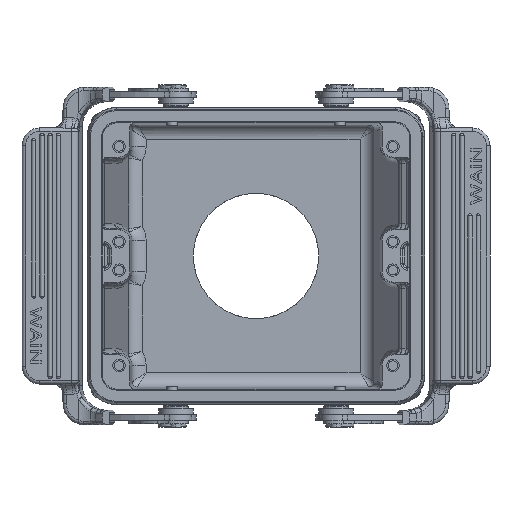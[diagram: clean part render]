
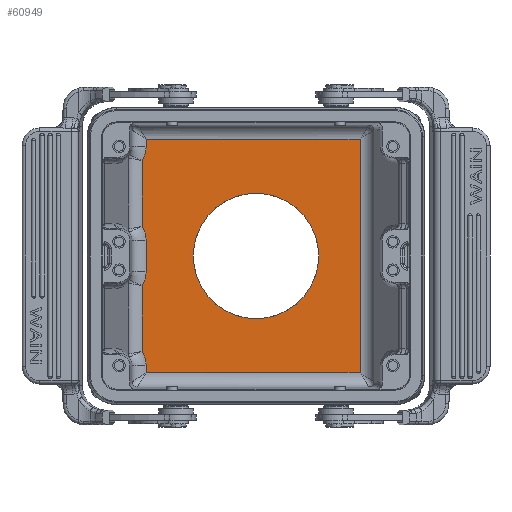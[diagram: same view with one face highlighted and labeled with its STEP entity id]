
A CAD part, front view. The second image highlights one B-rep face of the part: STEP entity #60949.
In plain terms, the highlighted planar face has unit normal (0, -1, 0).
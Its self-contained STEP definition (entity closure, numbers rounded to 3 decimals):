
#20615=CARTESIAN_POINT('',(-38.75,40.,-31.));
#20616=DIRECTION('',(0.,-1.,0.));
#20617=DIRECTION('',(1.,0.,0.));
#20618=AXIS2_PLACEMENT_3D('',#20615,#20616,#20617);
#20620=CARTESIAN_POINT('',(-38.75,40.,-4.4));
#20621=DIRECTION('',(0.,-1.,0.));
#20622=DIRECTION('',(0.853,0.,-0.521));
#20623=AXIS2_PLACEMENT_3D('',#20620,#20621,#20622);
#20625=CARTESIAN_POINT('',(-38.75,40.,4.4));
#20626=DIRECTION('',(0.,-1.,0.));
#20627=DIRECTION('',(1.,0.,0.));
#20628=AXIS2_PLACEMENT_3D('',#20625,#20626,#20627);
#20630=CARTESIAN_POINT('',(-38.75,40.,31.));
#20631=DIRECTION('',(0.,-1.,0.));
#20632=DIRECTION('',(0.853,0.,-0.521));
#20633=AXIS2_PLACEMENT_3D('',#20630,#20631,#20632);
#20635=CARTESIAN_POINT('',(0.,40.,0.));
#20636=DIRECTION('',(0.,-1.,0.));
#20637=DIRECTION('',(1.,0.,0.));
#20638=AXIS2_PLACEMENT_3D('',#20635,#20636,#20637);
#20640=CARTESIAN_POINT('',(0.,40.,0.));
#20641=DIRECTION('',(0.,-1.,0.));
#20642=DIRECTION('',(-1.,0.,0.));
#20643=AXIS2_PLACEMENT_3D('',#20640,#20641,#20642);
#20660=DIRECTION('',(-1.,0.,0.));
#20661=VECTOR('',#20660,60.552);
#20662=CARTESIAN_POINT('',(29.448,40.,33.104));
#20663=LINE('',#20662,#20661);
#20713=DIRECTION('',(0.,0.,1.));
#20714=VECTOR('',#20713,66.208);
#20715=CARTESIAN_POINT('',(29.448,40.,-33.104));
#20716=LINE('',#20715,#20714);
#20745=DIRECTION('',(1.,0.,0.));
#20746=VECTOR('',#20745,60.552);
#20747=CARTESIAN_POINT('',(-31.104,40.,-33.104));
#20748=LINE('',#20747,#20746);
#20759=DIRECTION('',(0.,0.,-1.));
#20760=VECTOR('',#20759,2.104);
#20761=CARTESIAN_POINT('',(-31.104,40.,-31.));
#20762=LINE('',#20761,#20760);
#20840=DIRECTION('',(0.,0.,-1.));
#20841=VECTOR('',#20840,18.63);
#20842=CARTESIAN_POINT('',(-32.225,40.,-8.385));
#20843=LINE('',#20842,#20841);
#21259=DIRECTION('',(0.,0.,-1.));
#21260=VECTOR('',#21259,8.8);
#21261=CARTESIAN_POINT('',(-31.104,40.,4.4));
#21262=LINE('',#21261,#21260);
#22884=DIRECTION('',(0.,0.,-1.));
#22885=VECTOR('',#22884,18.63);
#22886=CARTESIAN_POINT('',(-32.225,40.,27.015));
#22887=LINE('',#22886,#22885);
#22898=DIRECTION('',(0.,0.,-1.));
#22899=VECTOR('',#22898,2.104);
#22900=CARTESIAN_POINT('',(-31.104,40.,33.104));
#22901=LINE('',#22900,#22899);
#29682=CARTESIAN_POINT('',(-17.75,40.,0.));
#29683=VERTEX_POINT('',#29682);
#29684=CARTESIAN_POINT('',(17.75,40.,0.));
#29685=VERTEX_POINT('',#29684);
#29686=CARTESIAN_POINT('',(29.448,40.,33.104));
#29687=CARTESIAN_POINT('',(-31.104,40.,33.104));
#29688=VERTEX_POINT('',#29686);
#29689=VERTEX_POINT('',#29687);
#29690=CARTESIAN_POINT('',(29.448,40.,-33.104));
#29691=VERTEX_POINT('',#29690);
#29692=CARTESIAN_POINT('',(-31.104,40.,-33.104));
#29693=VERTEX_POINT('',#29692);
#29694=CARTESIAN_POINT('',(-31.104,40.,-31.));
#29695=VERTEX_POINT('',#29694);
#29696=CARTESIAN_POINT('',(-32.225,40.,-27.015));
#29697=VERTEX_POINT('',#29696);
#29698=CARTESIAN_POINT('',(-32.225,40.,-8.385));
#29699=VERTEX_POINT('',#29698);
#29700=CARTESIAN_POINT('',(-31.104,40.,-4.4));
#29701=VERTEX_POINT('',#29700);
#29702=CARTESIAN_POINT('',(-31.104,40.,4.4));
#29703=VERTEX_POINT('',#29702);
#29704=CARTESIAN_POINT('',(-32.225,40.,8.385));
#29705=VERTEX_POINT('',#29704);
#29706=CARTESIAN_POINT('',(-32.225,40.,27.015));
#29707=VERTEX_POINT('',#29706);
#29708=CARTESIAN_POINT('',(-31.104,40.,31.));
#29709=VERTEX_POINT('',#29708);
#60914=CARTESIAN_POINT('',(32.925,40.,-37.75));
#60915=DIRECTION('',(0.,1.,0.));
#60916=DIRECTION('',(-1.,0.,0.));
#60917=AXIS2_PLACEMENT_3D('',#60914,#60915,#60916);
#60918=PLANE('',#60917);
#60920=ORIENTED_EDGE('',*,*,#60919,.F.);
#60922=ORIENTED_EDGE('',*,*,#60921,.F.);
#60924=ORIENTED_EDGE('',*,*,#60923,.F.);
#60926=ORIENTED_EDGE('',*,*,#60925,.F.);
#60928=ORIENTED_EDGE('',*,*,#60927,.T.);
#60930=ORIENTED_EDGE('',*,*,#60929,.F.);
#60932=ORIENTED_EDGE('',*,*,#60931,.T.);
#60934=ORIENTED_EDGE('',*,*,#60933,.F.);
#60936=ORIENTED_EDGE('',*,*,#60935,.T.);
#60938=ORIENTED_EDGE('',*,*,#60937,.F.);
#60940=ORIENTED_EDGE('',*,*,#60939,.T.);
#60942=ORIENTED_EDGE('',*,*,#60941,.F.);
#60943=EDGE_LOOP('',(#60920,#60922,#60924,#60926,#60928,#60930,#60932,#60934,
#60936,#60938,#60940,#60942));
#60944=FACE_OUTER_BOUND('',#60943,.F.);
#60945=ORIENTED_EDGE('',*,*,#60894,.T.);
#60946=ORIENTED_EDGE('',*,*,#60908,.T.);
#60947=EDGE_LOOP('',(#60945,#60946));
#60948=FACE_BOUND('',#60947,.F.);
#60949=ADVANCED_FACE('',(#60944,#60948),#60918,.F.);
#20619=CIRCLE('',#20618,7.646);
#20624=CIRCLE('',#20623,7.646);
#20629=CIRCLE('',#20628,7.646);
#20634=CIRCLE('',#20633,7.646);
#20639=CIRCLE('',#20638,17.75);
#20644=CIRCLE('',#20643,17.75);
#60894=EDGE_CURVE('',#29685,#29683,#20639,.T.);
#60908=EDGE_CURVE('',#29683,#29685,#20644,.T.);
#60919=EDGE_CURVE('',#29688,#29689,#20663,.T.);
#60921=EDGE_CURVE('',#29691,#29688,#20716,.T.);
#60923=EDGE_CURVE('',#29693,#29691,#20748,.T.);
#60925=EDGE_CURVE('',#29695,#29693,#20762,.T.);
#60927=EDGE_CURVE('',#29695,#29697,#20619,.T.);
#60929=EDGE_CURVE('',#29699,#29697,#20843,.T.);
#60931=EDGE_CURVE('',#29699,#29701,#20624,.T.);
#60933=EDGE_CURVE('',#29703,#29701,#21262,.T.);
#60935=EDGE_CURVE('',#29703,#29705,#20629,.T.);
#60937=EDGE_CURVE('',#29707,#29705,#22887,.T.);
#60939=EDGE_CURVE('',#29707,#29709,#20634,.T.);
#60941=EDGE_CURVE('',#29689,#29709,#22901,.T.);
